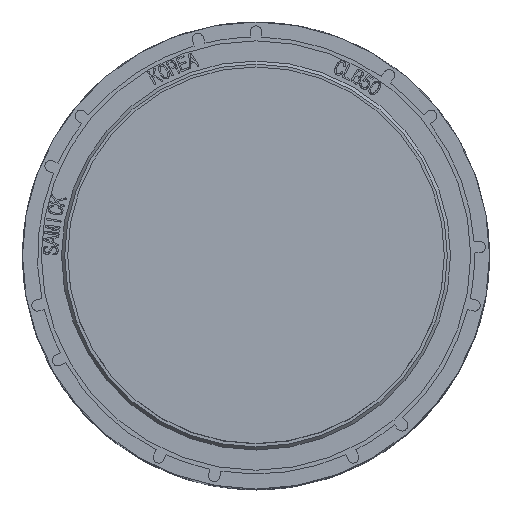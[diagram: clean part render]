
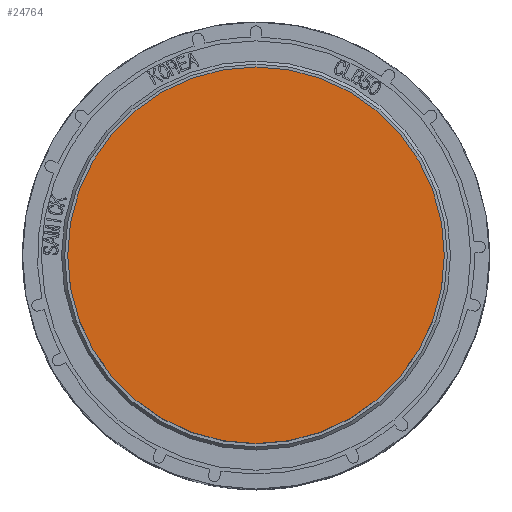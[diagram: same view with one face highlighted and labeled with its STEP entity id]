
A CAD part, top view. The second image highlights one B-rep face of the part: STEP entity #24764.
In plain terms, the highlighted planar face has unit normal (0, 0, 1).
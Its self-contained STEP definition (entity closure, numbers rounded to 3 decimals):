
#419=CIRCLE('',#25574,25.);
#961=PLANE('',#25573);
#2071=FACE_OUTER_BOUND('',#3459,.T.);
#3459=EDGE_LOOP('',(#20590));
#11095=VERTEX_POINT('',#40892);
#14401=EDGE_CURVE('',#11095,#11095,#419,.T.);
#20590=ORIENTED_EDGE('',*,*,#14401,.F.);
#24764=ADVANCED_FACE('',(#2071),#961,.T.);
#25573=AXIS2_PLACEMENT_3D('',#40891,#28187,#28188);
#25574=AXIS2_PLACEMENT_3D('',#40893,#28189,#28190);
#28187=DIRECTION('center_axis',(0.,0.,1.));
#28188=DIRECTION('ref_axis',(1.,0.,0.));
#28189=DIRECTION('center_axis',(0.,0.,-1.));
#28190=DIRECTION('ref_axis',(1.,0.,0.));
#40891=CARTESIAN_POINT('Origin',(-25.,0.,55.));
#40892=CARTESIAN_POINT('',(-25.,0.,55.));
#40893=CARTESIAN_POINT('Origin',(0.,0.,55.));
